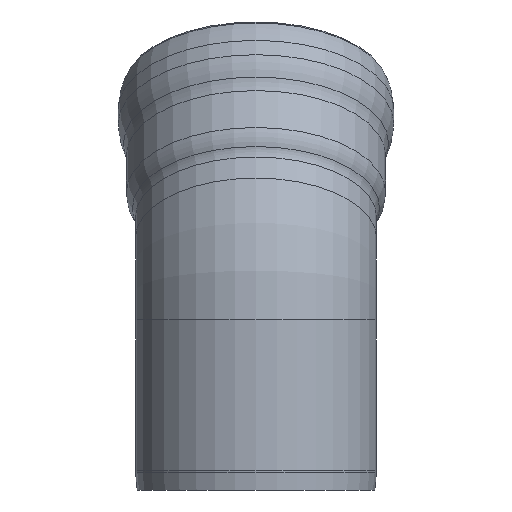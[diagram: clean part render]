
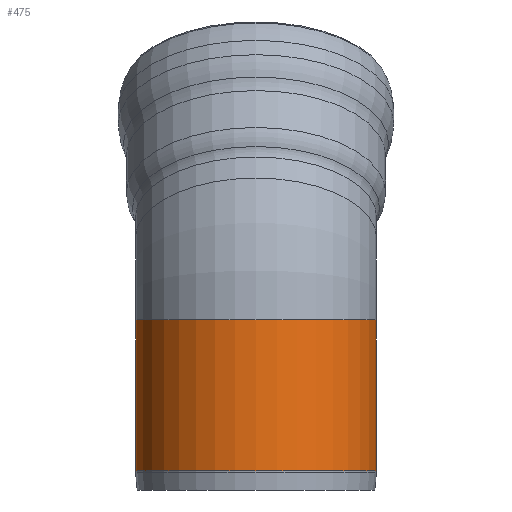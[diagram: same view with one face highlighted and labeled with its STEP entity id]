
A CAD part, left-side view. The second image highlights one B-rep face of the part: STEP entity #475.
In plain terms, the highlighted cylindrical face has radius 665 mm (diameter 1330 mm), a full revolution.
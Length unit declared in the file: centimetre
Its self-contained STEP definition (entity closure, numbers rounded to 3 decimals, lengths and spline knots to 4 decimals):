
#28=LINE('',#817,#42);
#42=VECTOR('',#625,66.5);
#56=CYLINDRICAL_SURFACE('',#515,66.5);
#71=FACE_OUTER_BOUND('',#102,.T.);
#102=EDGE_LOOP('',(#320,#321,#322,#323,#324));
#133=CIRCLE('',#511,66.5);
#136=CIRCLE('',#516,66.5);
#137=CIRCLE('',#517,66.5);
#192=VERTEX_POINT('',#806);
#194=VERTEX_POINT('',#813);
#195=VERTEX_POINT('',#814);
#239=EDGE_CURVE('',#192,#192,#133,.T.);
#242=EDGE_CURVE('',#194,#195,#136,.T.);
#243=EDGE_CURVE('',#195,#194,#137,.T.);
#244=EDGE_CURVE('',#195,#192,#28,.T.);
#320=ORIENTED_EDGE('',*,*,#242,.F.);
#321=ORIENTED_EDGE('',*,*,#243,.F.);
#322=ORIENTED_EDGE('',*,*,#244,.T.);
#323=ORIENTED_EDGE('',*,*,#239,.T.);
#324=ORIENTED_EDGE('',*,*,#244,.F.);
#475=ADVANCED_FACE('',(#71),#56,.T.);
#511=AXIS2_PLACEMENT_3D('',#807,#611,#612);
#515=AXIS2_PLACEMENT_3D('',#812,#619,#620);
#516=AXIS2_PLACEMENT_3D('',#815,#621,#622);
#517=AXIS2_PLACEMENT_3D('',#816,#623,#624);
#611=DIRECTION('center_axis',(0.,0.,
-1.));
#612=DIRECTION('ref_axis',(-1.,0.,0.));
#619=DIRECTION('center_axis',(0.,0.,-1.));
#620=DIRECTION('ref_axis',(-1.,0.,0.));
#621=DIRECTION('center_axis',(0.,0.,-1.));
#622=DIRECTION('ref_axis',(1.,0.,0.));
#623=DIRECTION('center_axis',(0.,0.,-1.));
#624=DIRECTION('ref_axis',(1.,0.,0.));
#625=DIRECTION('',(0.,0.,1.));
#806=CARTESIAN_POINT('',(88.4866,195.5264,30.9851));
#807=CARTESIAN_POINT('Origin',(21.9866,195.5264,30.9851));
#812=CARTESIAN_POINT('Origin',(21.9866,195.5264,-47.5705));
#813=CARTESIAN_POINT('',(21.9866,129.0264,-52.2416));
#814=CARTESIAN_POINT('',(88.4866,195.5264,-52.2416));
#815=CARTESIAN_POINT('Origin',(21.9866,195.5264,-52.2416));
#816=CARTESIAN_POINT('Origin',(21.9866,195.5264,-52.2416));
#817=CARTESIAN_POINT('',(88.4866,195.5264,-47.5705));
